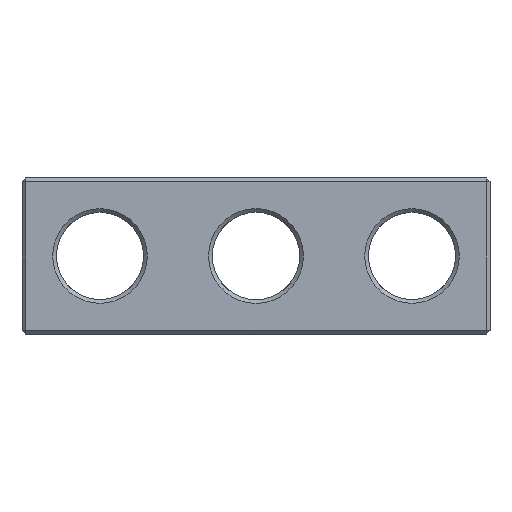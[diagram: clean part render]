
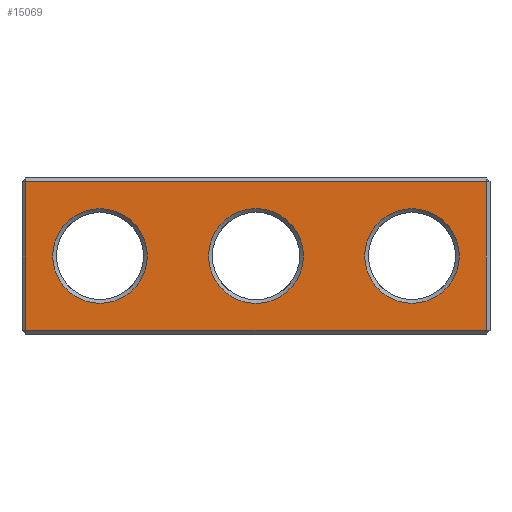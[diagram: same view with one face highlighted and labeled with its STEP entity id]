
A CAD part, front view. The second image highlights one B-rep face of the part: STEP entity #15069.
In plain terms, the highlighted planar face has unit normal (0, -1, 0).
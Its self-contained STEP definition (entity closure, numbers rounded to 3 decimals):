
#1553 = PLANE('',#1554);
#1554 = AXIS2_PLACEMENT_3D('',#1555,#1556,#1557);
#1555 = CARTESIAN_POINT('',(-31.25,-6.1,0.15));
#1556 = DIRECTION('',(0.,-0.707,-0.707));
#1557 = DIRECTION('',(-1.,-0.,-0.));
#9765 = VERTEX_POINT('',#9766);
#9766 = CARTESIAN_POINT('',(-30.95,-6.25,0.3));
#9792 = EDGE_CURVE('',#9765,#9793,#9795,.T.);
#9793 = VERTEX_POINT('',#9794);
#9794 = CARTESIAN_POINT('',(5.95,-6.25,0.3));
#9795 = SURFACE_CURVE('',#9796,(#9800,#9807),.PCURVE_S1.);
#9796 = LINE('',#9797,#9798);
#9797 = CARTESIAN_POINT('',(-31.25,-6.25,0.3));
#9798 = VECTOR('',#9799,1.);
#9799 = DIRECTION('',(1.,0.,0.));
#9800 = PCURVE('',#1553,#9801);
#9801 = DEFINITIONAL_REPRESENTATION('',(#9802),#9806);
#9802 = LINE('',#9803,#9804);
#9803 = CARTESIAN_POINT('',(-0.,-0.212));
#9804 = VECTOR('',#9805,1.);
#9805 = DIRECTION('',(-1.,0.));
#9806 = ( GEOMETRIC_REPRESENTATION_CONTEXT(2) 
PARAMETRIC_REPRESENTATION_CONTEXT() REPRESENTATION_CONTEXT('2D SPACE',''
  ) );
#9807 = PCURVE('',#9808,#9813);
#9808 = PLANE('',#9809);
#9809 = AXIS2_PLACEMENT_3D('',#9810,#9811,#9812);
#9810 = CARTESIAN_POINT('',(-31.25,-6.25,0.));
#9811 = DIRECTION('',(0.,1.,0.));
#9812 = DIRECTION('',(1.,0.,0.));
#9813 = DEFINITIONAL_REPRESENTATION('',(#9814),#9818);
#9814 = LINE('',#9815,#9816);
#9815 = CARTESIAN_POINT('',(0.,-0.3));
#9816 = VECTOR('',#9817,1.);
#9817 = DIRECTION('',(1.,0.));
#9818 = ( GEOMETRIC_REPRESENTATION_CONTEXT(2) 
PARAMETRIC_REPRESENTATION_CONTEXT() REPRESENTATION_CONTEXT('2D SPACE',''
  ) );
#14765 = PLANE('',#14766);
#14766 = AXIS2_PLACEMENT_3D('',#14767,#14768,#14769);
#14767 = CARTESIAN_POINT('',(6.1,-6.1,0.));
#14768 = DIRECTION('',(0.707,-0.707,0.));
#14769 = DIRECTION('',(-0.,-0.,-1.));
#15058 = PLANE('',#15059);
#15059 = AXIS2_PLACEMENT_3D('',#15060,#15061,#15062);
#15060 = CARTESIAN_POINT('',(-31.1,-6.1,0.));
#15061 = DIRECTION('',(-0.707,-0.707,0.));
#15062 = DIRECTION('',(-0.,-0.,-1.));
#15069 = ADVANCED_FACE('',(#15070,#15145,#15180,#15211),#9808,.F.);
#15070 = FACE_BOUND('',#15071,.F.);
#15071 = EDGE_LOOP('',(#15072,#15102,#15123,#15124));
#15072 = ORIENTED_EDGE('',*,*,#15073,.T.);
#15073 = EDGE_CURVE('',#15074,#15076,#15078,.T.);
#15074 = VERTEX_POINT('',#15075);
#15075 = CARTESIAN_POINT('',(-30.95,-6.25,12.2));
#15076 = VERTEX_POINT('',#15077);
#15077 = CARTESIAN_POINT('',(5.95,-6.25,12.2));
#15078 = SURFACE_CURVE('',#15079,(#15083,#15090),.PCURVE_S1.);
#15079 = LINE('',#15080,#15081);
#15080 = CARTESIAN_POINT('',(-31.25,-6.25,12.2));
#15081 = VECTOR('',#15082,1.);
#15082 = DIRECTION('',(1.,0.,0.));
#15083 = PCURVE('',#9808,#15084);
#15084 = DEFINITIONAL_REPRESENTATION('',(#15085),#15089);
#15085 = LINE('',#15086,#15087);
#15086 = CARTESIAN_POINT('',(0.,-12.2));
#15087 = VECTOR('',#15088,1.);
#15088 = DIRECTION('',(1.,0.));
#15089 = ( GEOMETRIC_REPRESENTATION_CONTEXT(2) 
PARAMETRIC_REPRESENTATION_CONTEXT() REPRESENTATION_CONTEXT('2D SPACE',''
  ) );
#15090 = PCURVE('',#15091,#15096);
#15091 = PLANE('',#15092);
#15092 = AXIS2_PLACEMENT_3D('',#15093,#15094,#15095);
#15093 = CARTESIAN_POINT('',(-31.25,-6.1,12.35));
#15094 = DIRECTION('',(0.,0.707,-0.707));
#15095 = DIRECTION('',(-1.,-0.,-0.));
#15096 = DEFINITIONAL_REPRESENTATION('',(#15097),#15101);
#15097 = LINE('',#15098,#15099);
#15098 = CARTESIAN_POINT('',(-0.,-0.212));
#15099 = VECTOR('',#15100,1.);
#15100 = DIRECTION('',(-1.,0.));
#15101 = ( GEOMETRIC_REPRESENTATION_CONTEXT(2) 
PARAMETRIC_REPRESENTATION_CONTEXT() REPRESENTATION_CONTEXT('2D SPACE',''
  ) );
#15102 = ORIENTED_EDGE('',*,*,#15103,.F.);
#15103 = EDGE_CURVE('',#9793,#15076,#15104,.T.);
#15104 = SURFACE_CURVE('',#15105,(#15109,#15116),.PCURVE_S1.);
#15105 = LINE('',#15106,#15107);
#15106 = CARTESIAN_POINT('',(5.95,-6.25,0.));
#15107 = VECTOR('',#15108,1.);
#15108 = DIRECTION('',(0.,0.,1.));
#15109 = PCURVE('',#9808,#15110);
#15110 = DEFINITIONAL_REPRESENTATION('',(#15111),#15115);
#15111 = LINE('',#15112,#15113);
#15112 = CARTESIAN_POINT('',(37.2,0.));
#15113 = VECTOR('',#15114,1.);
#15114 = DIRECTION('',(0.,-1.));
#15115 = ( GEOMETRIC_REPRESENTATION_CONTEXT(2) 
PARAMETRIC_REPRESENTATION_CONTEXT() REPRESENTATION_CONTEXT('2D SPACE',''
  ) );
#15116 = PCURVE('',#14765,#15117);
#15117 = DEFINITIONAL_REPRESENTATION('',(#15118),#15122);
#15118 = LINE('',#15119,#15120);
#15119 = CARTESIAN_POINT('',(-0.,-0.212));
#15120 = VECTOR('',#15121,1.);
#15121 = DIRECTION('',(-1.,0.));
#15122 = ( GEOMETRIC_REPRESENTATION_CONTEXT(2) 
PARAMETRIC_REPRESENTATION_CONTEXT() REPRESENTATION_CONTEXT('2D SPACE',''
  ) );
#15123 = ORIENTED_EDGE('',*,*,#9792,.F.);
#15124 = ORIENTED_EDGE('',*,*,#15125,.T.);
#15125 = EDGE_CURVE('',#9765,#15074,#15126,.T.);
#15126 = SURFACE_CURVE('',#15127,(#15131,#15138),.PCURVE_S1.);
#15127 = LINE('',#15128,#15129);
#15128 = CARTESIAN_POINT('',(-30.95,-6.25,0.));
#15129 = VECTOR('',#15130,1.);
#15130 = DIRECTION('',(0.,0.,1.));
#15131 = PCURVE('',#9808,#15132);
#15132 = DEFINITIONAL_REPRESENTATION('',(#15133),#15137);
#15133 = LINE('',#15134,#15135);
#15134 = CARTESIAN_POINT('',(0.3,0.));
#15135 = VECTOR('',#15136,1.);
#15136 = DIRECTION('',(0.,-1.));
#15137 = ( GEOMETRIC_REPRESENTATION_CONTEXT(2) 
PARAMETRIC_REPRESENTATION_CONTEXT() REPRESENTATION_CONTEXT('2D SPACE',''
  ) );
#15138 = PCURVE('',#15058,#15139);
#15139 = DEFINITIONAL_REPRESENTATION('',(#15140),#15144);
#15140 = LINE('',#15141,#15142);
#15141 = CARTESIAN_POINT('',(-0.,0.212));
#15142 = VECTOR('',#15143,1.);
#15143 = DIRECTION('',(-1.,0.));
#15144 = ( GEOMETRIC_REPRESENTATION_CONTEXT(2) 
PARAMETRIC_REPRESENTATION_CONTEXT() REPRESENTATION_CONTEXT('2D SPACE',''
  ) );
#15145 = FACE_BOUND('',#15146,.F.);
#15146 = EDGE_LOOP('',(#15147));
#15147 = ORIENTED_EDGE('',*,*,#15148,.T.);
#15148 = EDGE_CURVE('',#15149,#15149,#15151,.T.);
#15149 = VERTEX_POINT('',#15150);
#15150 = CARTESIAN_POINT('',(-25.,-6.25,10.04));
#15151 = SURFACE_CURVE('',#15152,(#15157,#15168),.PCURVE_S1.);
#15152 = CIRCLE('',#15153,3.79);
#15153 = AXIS2_PLACEMENT_3D('',#15154,#15155,#15156);
#15154 = CARTESIAN_POINT('',(-25.,-6.25,6.25));
#15155 = DIRECTION('',(0.,-1.,0.));
#15156 = DIRECTION('',(0.,0.,1.));
#15157 = PCURVE('',#9808,#15158);
#15158 = DEFINITIONAL_REPRESENTATION('',(#15159),#15167);
#15159 = ( BOUNDED_CURVE() B_SPLINE_CURVE(2,(#15160,#15161,#15162,#15163
    ,#15164,#15165,#15166),.UNSPECIFIED.,.T.,.F.) 
B_SPLINE_CURVE_WITH_KNOTS((1,2,2,2,2,1),(-2.094,0.,
    2.094,4.189,6.283,8.378),
.UNSPECIFIED.) CURVE() GEOMETRIC_REPRESENTATION_ITEM() 
RATIONAL_B_SPLINE_CURVE((1.,0.5,1.,0.5,1.,0.5,1.)) REPRESENTATION_ITEM(
  '') );
#15160 = CARTESIAN_POINT('',(6.25,-10.04));
#15161 = CARTESIAN_POINT('',(-0.314,-10.04));
#15162 = CARTESIAN_POINT('',(2.968,-4.355));
#15163 = CARTESIAN_POINT('',(6.25,1.33));
#15164 = CARTESIAN_POINT('',(9.532,-4.355));
#15165 = CARTESIAN_POINT('',(12.814,-10.04));
#15166 = CARTESIAN_POINT('',(6.25,-10.04));
#15167 = ( GEOMETRIC_REPRESENTATION_CONTEXT(2) 
PARAMETRIC_REPRESENTATION_CONTEXT() REPRESENTATION_CONTEXT('2D SPACE',''
  ) );
#15168 = PCURVE('',#15169,#15174);
#15169 = CONICAL_SURFACE('',#15170,3.49,0.785);
#15170 = AXIS2_PLACEMENT_3D('',#15171,#15172,#15173);
#15171 = CARTESIAN_POINT('',(-25.,-5.95,6.25));
#15172 = DIRECTION('',(0.,-1.,0.));
#15173 = DIRECTION('',(0.,0.,1.));
#15174 = DEFINITIONAL_REPRESENTATION('',(#15175),#15179);
#15175 = LINE('',#15176,#15177);
#15176 = CARTESIAN_POINT('',(0.,0.3));
#15177 = VECTOR('',#15178,1.);
#15178 = DIRECTION('',(1.,0.));
#15179 = ( GEOMETRIC_REPRESENTATION_CONTEXT(2) 
PARAMETRIC_REPRESENTATION_CONTEXT() REPRESENTATION_CONTEXT('2D SPACE',''
  ) );
#15180 = FACE_BOUND('',#15181,.F.);
#15181 = EDGE_LOOP('',(#15182));
#15182 = ORIENTED_EDGE('',*,*,#15183,.F.);
#15183 = EDGE_CURVE('',#15184,#15184,#15186,.T.);
#15184 = VERTEX_POINT('',#15185);
#15185 = CARTESIAN_POINT('',(-12.5,-6.25,10.05));
#15186 = SURFACE_CURVE('',#15187,(#15192,#15199),.PCURVE_S1.);
#15187 = CIRCLE('',#15188,3.8);
#15188 = AXIS2_PLACEMENT_3D('',#15189,#15190,#15191);
#15189 = CARTESIAN_POINT('',(-12.5,-6.25,6.25));
#15190 = DIRECTION('',(0.,1.,0.));
#15191 = DIRECTION('',(0.,0.,1.));
#15192 = PCURVE('',#9808,#15193);
#15193 = DEFINITIONAL_REPRESENTATION('',(#15194),#15198);
#15194 = CIRCLE('',#15195,3.8);
#15195 = AXIS2_PLACEMENT_2D('',#15196,#15197);
#15196 = CARTESIAN_POINT('',(18.75,-6.25));
#15197 = DIRECTION('',(0.,-1.));
#15198 = ( GEOMETRIC_REPRESENTATION_CONTEXT(2) 
PARAMETRIC_REPRESENTATION_CONTEXT() REPRESENTATION_CONTEXT('2D SPACE',''
  ) );
#15199 = PCURVE('',#15200,#15205);
#15200 = CONICAL_SURFACE('',#15201,3.5,0.785);
#15201 = AXIS2_PLACEMENT_3D('',#15202,#15203,#15204);
#15202 = CARTESIAN_POINT('',(-12.5,-5.95,6.25));
#15203 = DIRECTION('',(0.,-1.,0.));
#15204 = DIRECTION('',(0.,0.,1.));
#15205 = DEFINITIONAL_REPRESENTATION('',(#15206),#15210);
#15206 = LINE('',#15207,#15208);
#15207 = CARTESIAN_POINT('',(-0.,0.3));
#15208 = VECTOR('',#15209,1.);
#15209 = DIRECTION('',(-1.,0.));
#15210 = ( GEOMETRIC_REPRESENTATION_CONTEXT(2) 
PARAMETRIC_REPRESENTATION_CONTEXT() REPRESENTATION_CONTEXT('2D SPACE',''
  ) );
#15211 = FACE_BOUND('',#15212,.F.);
#15212 = EDGE_LOOP('',(#15213));
#15213 = ORIENTED_EDGE('',*,*,#15214,.F.);
#15214 = EDGE_CURVE('',#15215,#15215,#15217,.T.);
#15215 = VERTEX_POINT('',#15216);
#15216 = CARTESIAN_POINT('',(0.,-6.25,10.04));
#15217 = SURFACE_CURVE('',#15218,(#15223,#15230),.PCURVE_S1.);
#15218 = CIRCLE('',#15219,3.79);
#15219 = AXIS2_PLACEMENT_3D('',#15220,#15221,#15222);
#15220 = CARTESIAN_POINT('',(0.,-6.25,6.25));
#15221 = DIRECTION('',(0.,1.,0.));
#15222 = DIRECTION('',(0.,0.,1.));
#15223 = PCURVE('',#9808,#15224);
#15224 = DEFINITIONAL_REPRESENTATION('',(#15225),#15229);
#15225 = CIRCLE('',#15226,3.79);
#15226 = AXIS2_PLACEMENT_2D('',#15227,#15228);
#15227 = CARTESIAN_POINT('',(31.25,-6.25));
#15228 = DIRECTION('',(0.,-1.));
#15229 = ( GEOMETRIC_REPRESENTATION_CONTEXT(2) 
PARAMETRIC_REPRESENTATION_CONTEXT() REPRESENTATION_CONTEXT('2D SPACE',''
  ) );
#15230 = PCURVE('',#15231,#15236);
#15231 = CONICAL_SURFACE('',#15232,3.79,0.785);
#15232 = AXIS2_PLACEMENT_3D('',#15233,#15234,#15235);
#15233 = CARTESIAN_POINT('',(0.,-6.25,6.25));
#15234 = DIRECTION('',(0.,-1.,0.));
#15235 = DIRECTION('',(0.,0.,1.));
#15236 = DEFINITIONAL_REPRESENTATION('',(#15237),#15241);
#15237 = LINE('',#15238,#15239);
#15238 = CARTESIAN_POINT('',(-0.,-0.));
#15239 = VECTOR('',#15240,1.);
#15240 = DIRECTION('',(-1.,-0.));
#15241 = ( GEOMETRIC_REPRESENTATION_CONTEXT(2) 
PARAMETRIC_REPRESENTATION_CONTEXT() REPRESENTATION_CONTEXT('2D SPACE',''
  ) );
